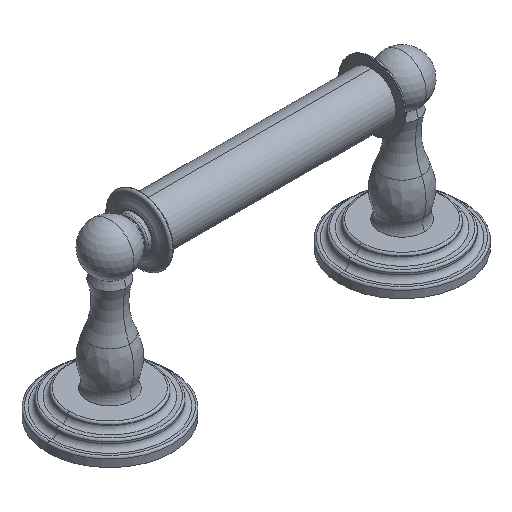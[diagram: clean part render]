
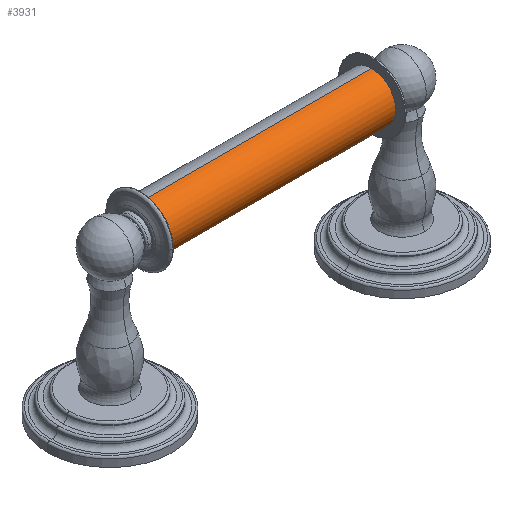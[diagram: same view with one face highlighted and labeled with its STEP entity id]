
A CAD part, isometric view. The second image highlights one B-rep face of the part: STEP entity #3931.
In plain terms, the highlighted cylindrical face has radius 12.497 mm (diameter 24.994 mm), a partial arc.
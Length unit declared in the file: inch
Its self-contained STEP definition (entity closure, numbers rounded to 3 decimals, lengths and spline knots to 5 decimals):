
#3012=DIRECTION('',(1.,0.,0.));
#3013=VECTOR('',#3012,4.75);
#3014=CARTESIAN_POINT('',(-2.375,0.,2.52));
#3015=LINE('',#3014,#3013);
#3027=CARTESIAN_POINT('',(-2.375,0.,3.012));
#3028=DIRECTION('',(1.,0.,0.));
#3029=DIRECTION('',(0.,0.,1.));
#3030=AXIS2_PLACEMENT_3D('',#3027,#3028,#3029);
#3035=DIRECTION('',(1.,0.,0.));
#3036=VECTOR('',#3035,4.75);
#3037=CARTESIAN_POINT('',(-2.375,0.,3.504));
#3038=LINE('',#3037,#3036);
#3042=CARTESIAN_POINT('',(2.375,0.,3.012));
#3043=DIRECTION('',(1.,0.,0.));
#3044=DIRECTION('',(0.,0.,1.));
#3045=AXIS2_PLACEMENT_3D('',#3042,#3043,#3044);
#3640=CARTESIAN_POINT('',(2.375,0.,2.52));
#3641=CARTESIAN_POINT('',(2.375,0.,3.504));
#3642=VERTEX_POINT('',#3640);
#3643=VERTEX_POINT('',#3641);
#3672=CARTESIAN_POINT('',(-2.375,0.,2.52));
#3673=CARTESIAN_POINT('',(-2.375,0.,3.504));
#3674=VERTEX_POINT('',#3672);
#3675=VERTEX_POINT('',#3673);
#3919=CARTESIAN_POINT('',(-2.375,0.,3.012));
#3920=DIRECTION('',(1.,0.,0.));
#3921=DIRECTION('',(0.,0.,-1.));
#3922=AXIS2_PLACEMENT_3D('',#3919,#3920,#3921);
#3923=CYLINDRICAL_SURFACE('',#3922,0.492);
#3924=ORIENTED_EDGE('',*,*,#3885,.F.);
#3925=ORIENTED_EDGE('',*,*,#3907,.T.);
#3927=ORIENTED_EDGE('',*,*,#3926,.T.);
#3928=ORIENTED_EDGE('',*,*,#3903,.F.);
#3929=EDGE_LOOP('',(#3924,#3925,#3927,#3928));
#3930=FACE_OUTER_BOUND('',#3929,.F.);
#3031=CIRCLE('',#3030,0.492);
#3046=CIRCLE('',#3045,0.492);
#3885=EDGE_CURVE('',#3675,#3674,#3031,.T.);
#3903=EDGE_CURVE('',#3674,#3642,#3015,.T.);
#3907=EDGE_CURVE('',#3675,#3643,#3038,.T.);
#3926=EDGE_CURVE('',#3643,#3642,#3046,.T.);
#3931=ADVANCED_FACE('',(#3930),#3923,.T.);
